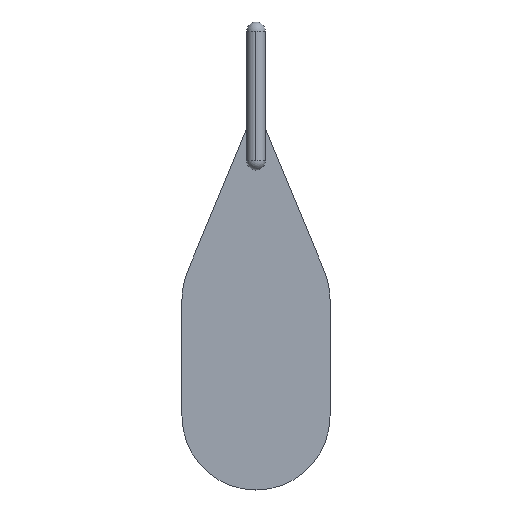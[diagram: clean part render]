
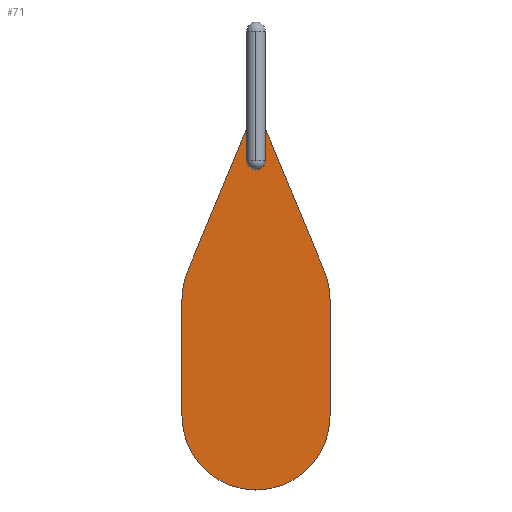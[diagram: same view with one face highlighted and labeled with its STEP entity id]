
A CAD part, top view. The second image highlights one B-rep face of the part: STEP entity #71.
In plain terms, the highlighted planar face has unit normal (0, 0, 1).
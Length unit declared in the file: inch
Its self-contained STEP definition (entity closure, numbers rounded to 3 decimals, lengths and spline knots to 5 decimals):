
#14 = EDGE_CURVE ( 'NONE', #164, #272, #286, .T. ) ;
#17 = CARTESIAN_POINT ( 'NONE',  ( 0.89895, 1.09264, 0.035 ) ) ;
#25 = LINE ( 'NONE', #17, #113 ) ;
#29 = DIRECTION ( 'NONE',  ( 1., 0., 0. ) ) ;
#30 = DIRECTION ( 'NONE',  ( 1., 0., 0. ) ) ;
#38 = DIRECTION ( 'NONE',  ( 0., -1., 0. ) ) ;
#50 = EDGE_LOOP ( 'NONE', ( #228, #401, #329, #537, #105, #193, #444, #355, #132, #279 ) ) ;
#53 = CIRCLE ( 'NONE', #99, 0.25 ) ;
#55 = DIRECTION ( 'NONE',  ( 1., 0., 0. ) ) ;
#69 = VERTEX_POINT ( 'NONE', #124 ) ;
#71 = ADVANCED_FACE ( 'NONE', ( #406 ), #292, .T. ) ;
#73 = DIRECTION ( 'NONE',  ( 0., 0., -1. ) ) ;
#81 = EDGE_CURVE ( 'NONE', #121, #69, #427, .T. ) ;
#86 = CARTESIAN_POINT ( 'NONE',  ( 0.8677, 0.5148, 0.035 ) ) ;
#94 = CARTESIAN_POINT ( 'NONE',  ( 0.6177, 0.5148, 0.035 ) ) ;
#98 = CARTESIAN_POINT ( 'NONE',  ( 1.09867, 0.61047, 0.035 ) ) ;
#99 = AXIS2_PLACEMENT_3D ( 'NONE', #408, #453, #29 ) ;
#100 = DIRECTION ( 'NONE',  ( -0.383, -0.924, 0. ) ) ;
#105 = ORIENTED_EDGE ( 'NONE', *, *, #14, .T. ) ;
#110 = VERTEX_POINT ( 'NONE', #98 ) ;
#113 = VECTOR ( 'NONE', #232, 39.37008 ) ;
#117 = DIRECTION ( 'NONE',  ( 0., 1., 0. ) ) ;
#121 = VERTEX_POINT ( 'NONE', #377 ) ;
#124 = CARTESIAN_POINT ( 'NONE',  ( 0.63673, 0.61047, 0.035 ) ) ;
#132 = ORIENTED_EDGE ( 'NONE', *, *, #402, .T. ) ;
#139 = CARTESIAN_POINT ( 'NONE',  ( 0.6177, 0.1211, 0.035 ) ) ;
#151 = CARTESIAN_POINT ( 'NONE',  ( 1.1177, 0.5148, 0.035 ) ) ;
#164 = VERTEX_POINT ( 'NONE', #94 ) ;
#183 = DIRECTION ( 'NONE',  ( 0., 0., 1. ) ) ;
#187 = CIRCLE ( 'NONE', #491, 0.25 ) ;
#193 = ORIENTED_EDGE ( 'NONE', *, *, #251, .T. ) ;
#212 = CARTESIAN_POINT ( 'NONE',  ( 0.83645, 1.09264, 0.035 ) ) ;
#228 = ORIENTED_EDGE ( 'NONE', *, *, #332, .T. ) ;
#232 = DIRECTION ( 'NONE',  ( -0.383, 0.924, 0. ) ) ;
#233 = VERTEX_POINT ( 'NONE', #382 ) ;
#251 = EDGE_CURVE ( 'NONE', #272, #281, #362, .T. ) ;
#263 = CIRCLE ( 'NONE', #323, 0.03125 ) ;
#266 = DIRECTION ( 'NONE',  ( 0., 0., 1. ) ) ;
#272 = VERTEX_POINT ( 'NONE', #139 ) ;
#279 = ORIENTED_EDGE ( 'NONE', *, *, #452, .T. ) ;
#280 = DIRECTION ( 'NONE',  ( 0., 1., 0. ) ) ;
#281 = VERTEX_POINT ( 'NONE', #474 ) ;
#282 = VECTOR ( 'NONE', #100, 39.37008 ) ;
#284 = DIRECTION ( 'NONE',  ( 0., -1., 0. ) ) ;
#286 = LINE ( 'NONE', #412, #424 ) ;
#287 = CARTESIAN_POINT ( 'NONE',  ( 1.1177, 0.1211, 0.035 ) ) ;
#289 = VECTOR ( 'NONE', #117, 39.37008 ) ;
#292 = PLANE ( 'NONE',  #462 ) ;
#303 = CARTESIAN_POINT ( 'NONE',  ( 0.8677, 0.1211, 0.035 ) ) ;
#317 = CARTESIAN_POINT ( 'NONE',  ( 0.83645, 0.95172, 0.035 ) ) ;
#323 = AXIS2_PLACEMENT_3D ( 'NONE', #521, #73, #356 ) ;
#329 = ORIENTED_EDGE ( 'NONE', *, *, #81, .T. ) ;
#332 = EDGE_CURVE ( 'NONE', #451, #233, #263, .T. ) ;
#333 = CARTESIAN_POINT ( 'NONE',  ( 0.89895, 0.95172, 0.035 ) ) ;
#346 = CARTESIAN_POINT ( 'NONE',  ( 0.8677, 0.5148, 0.035 ) ) ;
#355 = ORIENTED_EDGE ( 'NONE', *, *, #490, .T. ) ;
#356 = DIRECTION ( 'NONE',  ( 1., 0., 0. ) ) ;
#359 = VERTEX_POINT ( 'NONE', #151 ) ;
#362 = CIRCLE ( 'NONE', #434, 0.25 ) ;
#377 = CARTESIAN_POINT ( 'NONE',  ( 0.83645, 1.09264, 0.035 ) ) ;
#382 = CARTESIAN_POINT ( 'NONE',  ( 0.83645, 0.98297, 0.035 ) ) ;
#401 = ORIENTED_EDGE ( 'NONE', *, *, #426, .T. ) ;
#402 = EDGE_CURVE ( 'NONE', #110, #439, #25, .T. ) ;
#406 = FACE_OUTER_BOUND ( 'NONE', #50, .T. ) ;
#407 = VECTOR ( 'NONE', #280, 39.37008 ) ;
#408 = CARTESIAN_POINT ( 'NONE',  ( 0.8677, 0.5148, 0.035 ) ) ;
#410 = EDGE_CURVE ( 'NONE', #69, #164, #187, .T. ) ;
#412 = CARTESIAN_POINT ( 'NONE',  ( 0.6177, 0.1211, 0.035 ) ) ;
#414 = DIRECTION ( 'NONE',  ( 0., 0., 1. ) ) ;
#424 = VECTOR ( 'NONE', #284, 39.37008 ) ;
#426 = EDGE_CURVE ( 'NONE', #233, #121, #476, .T. ) ;
#427 = LINE ( 'NONE', #212, #282 ) ;
#434 = AXIS2_PLACEMENT_3D ( 'NONE', #303, #183, #55 ) ;
#438 = DIRECTION ( 'NONE',  ( 1., 0., 0. ) ) ;
#439 = VERTEX_POINT ( 'NONE', #442 ) ;
#442 = CARTESIAN_POINT ( 'NONE',  ( 0.89895, 1.09264, 0.035 ) ) ;
#444 = ORIENTED_EDGE ( 'NONE', *, *, #470, .T. ) ;
#451 = VERTEX_POINT ( 'NONE', #536 ) ;
#452 = EDGE_CURVE ( 'NONE', #439, #451, #531, .T. ) ;
#453 = DIRECTION ( 'NONE',  ( 0., 0., 1. ) ) ;
#462 = AXIS2_PLACEMENT_3D ( 'NONE', #86, #414, #30 ) ;
#470 = EDGE_CURVE ( 'NONE', #281, #359, #496, .T. ) ;
#474 = CARTESIAN_POINT ( 'NONE',  ( 1.1177, 0.1211, 0.035 ) ) ;
#476 = LINE ( 'NONE', #317, #407 ) ;
#481 = VECTOR ( 'NONE', #38, 39.37008 ) ;
#490 = EDGE_CURVE ( 'NONE', #359, #110, #53, .T. ) ;
#491 = AXIS2_PLACEMENT_3D ( 'NONE', #346, #266, #438 ) ;
#496 = LINE ( 'NONE', #287, #289 ) ;
#521 = CARTESIAN_POINT ( 'NONE',  ( 0.8677, 0.98297, 0.035 ) ) ;
#531 = LINE ( 'NONE', #333, #481 ) ;
#536 = CARTESIAN_POINT ( 'NONE',  ( 0.89895, 0.98297, 0.035 ) ) ;
#537 = ORIENTED_EDGE ( 'NONE', *, *, #410, .T. ) ;
